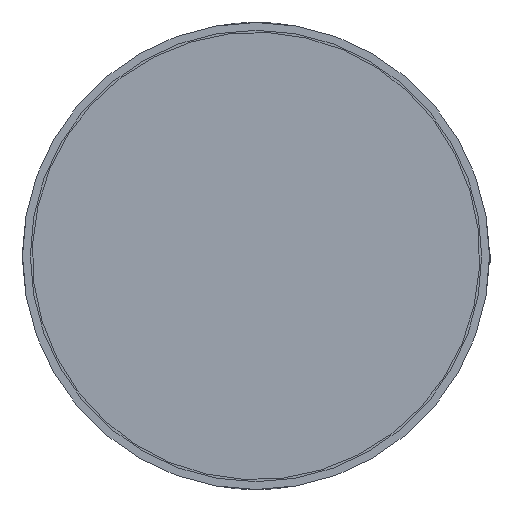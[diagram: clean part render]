
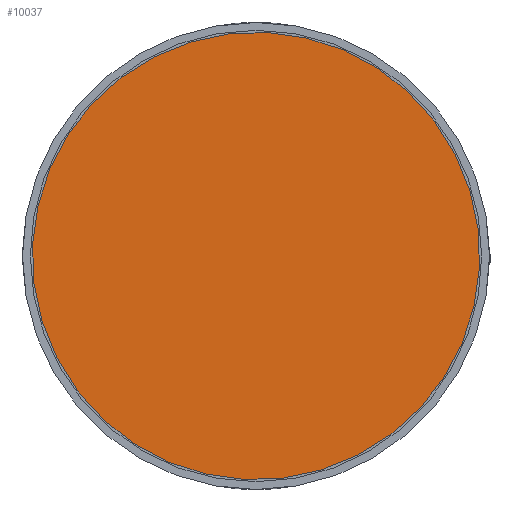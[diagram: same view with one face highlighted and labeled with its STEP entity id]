
A CAD part, front view. The second image highlights one B-rep face of the part: STEP entity #10037.
In plain terms, the highlighted planar face has unit normal (0, -1, 0).
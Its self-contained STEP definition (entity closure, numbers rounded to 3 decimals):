
#421 = ORIENTED_EDGE ( 'NONE', *, *, #6801, .F. ) ;
#977 = CIRCLE ( 'NONE', #8620, 57.5 ) ;
#999 = DIRECTION ( 'NONE',  ( 0., 1., 0. ) ) ;
#1763 = EDGE_CURVE ( 'NONE', #4924, #3730, #11573, .T. ) ;
#1895 = DIRECTION ( 'NONE',  ( 0., 1., 0. ) ) ;
#2021 = CARTESIAN_POINT ( 'NONE',  ( 0., 0., 0. ) ) ;
#3730 = VERTEX_POINT ( 'NONE', #4565 ) ;
#3905 = DIRECTION ( 'NONE',  ( 0., 0., 1. ) ) ;
#4379 = CARTESIAN_POINT ( 'NONE',  ( 0., 0., -57.5 ) ) ;
#4565 = CARTESIAN_POINT ( 'NONE',  ( 0., 0., 57.5 ) ) ;
#4924 = VERTEX_POINT ( 'NONE', #4379 ) ;
#5595 = AXIS2_PLACEMENT_3D ( 'NONE', #11354, #6958, #3905 ) ;
#5745 = ORIENTED_EDGE ( 'NONE', *, *, #1763, .F. ) ;
#6118 = DIRECTION ( 'NONE',  ( 0., 0., 1. ) ) ;
#6135 = DIRECTION ( 'NONE',  ( 0., 0., 1. ) ) ;
#6526 = AXIS2_PLACEMENT_3D ( 'NONE', #2021, #999, #6118 ) ;
#6801 = EDGE_CURVE ( 'NONE', #3730, #4924, #977, .T. ) ;
#6958 = DIRECTION ( 'NONE',  ( 0., 1., 0. ) ) ;
#7149 = CARTESIAN_POINT ( 'NONE',  ( 0., 0., 0. ) ) ;
#8620 = AXIS2_PLACEMENT_3D ( 'NONE', #7149, #1895, #6135 ) ;
#10037 = ADVANCED_FACE ( 'NONE', ( #12154 ), #12436, .F. ) ;
#11354 = CARTESIAN_POINT ( 'NONE',  ( 0., 0., 0. ) ) ;
#11573 = CIRCLE ( 'NONE', #6526, 57.5 ) ;
#12154 = FACE_OUTER_BOUND ( 'NONE', #13332, .T. ) ;
#12436 = PLANE ( 'NONE',  #5595 ) ;
#13332 = EDGE_LOOP ( 'NONE', ( #5745, #421 ) ) ;
